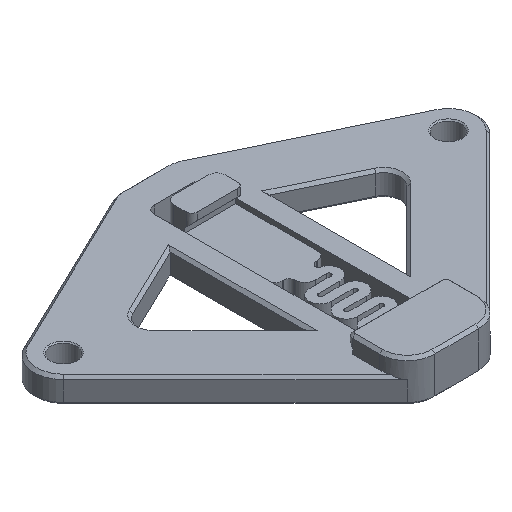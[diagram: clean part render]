
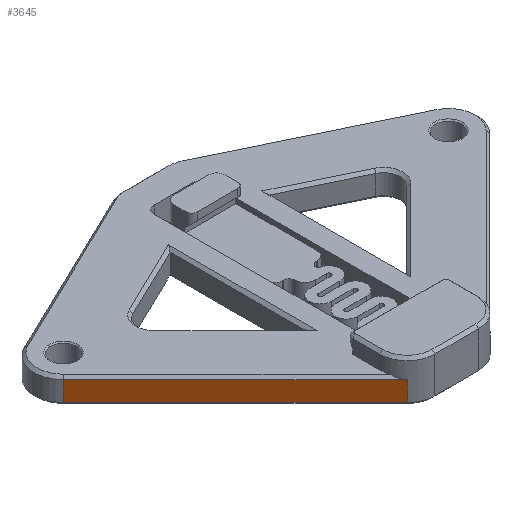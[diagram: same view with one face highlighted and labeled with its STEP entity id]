
A CAD part, isometric view. The second image highlights one B-rep face of the part: STEP entity #3645.
In plain terms, the highlighted planar face has unit normal (-0.707, -0.707, 0).
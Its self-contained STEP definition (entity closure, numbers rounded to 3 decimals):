
#361=FACE_OUTER_BOUND('',#594,.T.);
#594=EDGE_LOOP('',(#2734,#2735,#2736,#2737));
#903=LINE('',#5826,#1280);
#904=LINE('',#5829,#1281);
#905=LINE('',#5831,#1282);
#906=LINE('',#5832,#1283);
#1280=VECTOR('',#4643,10.);
#1281=VECTOR('',#4646,10.);
#1282=VECTOR('',#4647,10.);
#1283=VECTOR('',#4648,10.);
#1686=VERTEX_POINT('',#5820);
#1687=VERTEX_POINT('',#5824);
#1688=VERTEX_POINT('',#5828);
#1689=VERTEX_POINT('',#5830);
#2069=EDGE_CURVE('',#1686,#1687,#903,.T.);
#2070=EDGE_CURVE('',#1688,#1686,#904,.T.);
#2071=EDGE_CURVE('',#1689,#1688,#905,.T.);
#2072=EDGE_CURVE('',#1687,#1689,#906,.T.);
#2734=ORIENTED_EDGE('',*,*,#2069,.F.);
#2735=ORIENTED_EDGE('',*,*,#2070,.F.);
#2736=ORIENTED_EDGE('',*,*,#2071,.F.);
#2737=ORIENTED_EDGE('',*,*,#2072,.F.);
#3504=PLANE('',#3968);
#3645=ADVANCED_FACE('',(#361),#3504,.T.);
#3968=AXIS2_PLACEMENT_3D('',#5827,#4644,#4645);
#4643=DIRECTION('',(0.707,-0.707,0.));
#4644=DIRECTION('center_axis',(-0.707,-0.707,0.));
#4645=DIRECTION('ref_axis',(0.707,-0.707,0.));
#4646=DIRECTION('',(0.,0.,1.));
#4647=DIRECTION('',(-0.707,0.707,0.));
#4648=DIRECTION('',(0.,0.,-1.));
#5820=CARTESIAN_POINT('',(124.278,232.32,-50.096));
#5824=CARTESIAN_POINT('',(155.561,201.016,-50.096));
#5826=CARTESIAN_POINT('',(140.897,215.689,-50.096));
#5827=CARTESIAN_POINT('Origin',(124.278,232.32,-54.196));
#5828=CARTESIAN_POINT('',(124.278,232.32,-53.696));
#5829=CARTESIAN_POINT('',(124.278,232.32,-54.196));
#5830=CARTESIAN_POINT('',(155.561,201.016,-53.696));
#5831=CARTESIAN_POINT('',(135.056,221.534,-53.696));
#5832=CARTESIAN_POINT('',(155.561,201.016,-49.596));
